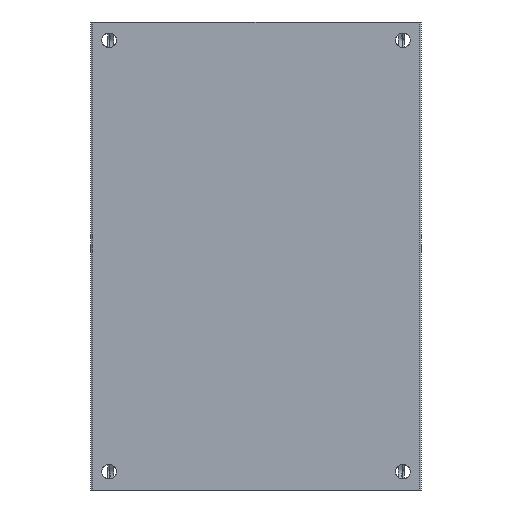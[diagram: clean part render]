
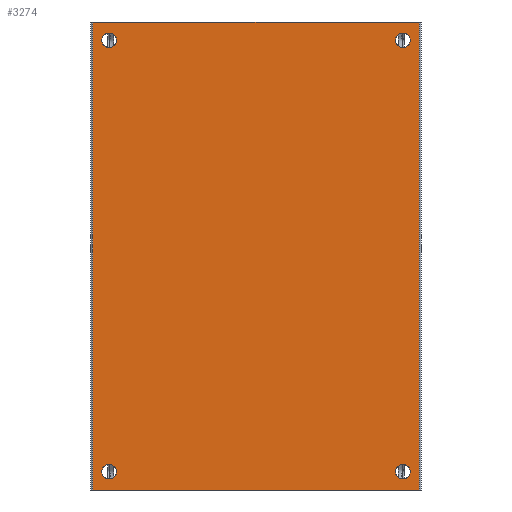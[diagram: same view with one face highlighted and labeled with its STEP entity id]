
A CAD part, front view. The second image highlights one B-rep face of the part: STEP entity #3274.
In plain terms, the highlighted planar face has unit normal (0, -1, 0).
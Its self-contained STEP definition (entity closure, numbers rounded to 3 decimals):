
#34 = DIRECTION ( 'NONE',  ( 0., 0., 1. ) ) ;
#36 = CARTESIAN_POINT ( 'NONE',  ( -16., 0., -23.5 ) ) ;
#88 = CARTESIAN_POINT ( 'NONE',  ( 16., 0., -24.3 ) ) ;
#382 = VERTEX_POINT ( 'NONE', #2835 ) ;
#451 = ORIENTED_EDGE ( 'NONE', *, *, #7206, .T. ) ;
#463 = VERTEX_POINT ( 'NONE', #580 ) ;
#489 = CARTESIAN_POINT ( 'NONE',  ( -16., 0., -23.5 ) ) ;
#496 = EDGE_CURVE ( 'NONE', #7193, #3836, #1475, .T. ) ;
#524 = VECTOR ( 'NONE', #3506, 1000. ) ;
#529 = DIRECTION ( 'NONE',  ( 0., 0., -1. ) ) ;
#543 = ORIENTED_EDGE ( 'NONE', *, *, #3554, .F. ) ;
#580 = CARTESIAN_POINT ( 'NONE',  ( 16., 0., 24.3 ) ) ;
#620 = PLANE ( 'NONE',  #5127 ) ;
#669 = VECTOR ( 'NONE', #7602, 1000. ) ;
#684 = ORIENTED_EDGE ( 'NONE', *, *, #3113, .F. ) ;
#688 = CIRCLE ( 'NONE', #5012, 0.8 ) ;
#801 = AXIS2_PLACEMENT_3D ( 'NONE', #7689, #2364, #4728 ) ;
#1032 = CARTESIAN_POINT ( 'NONE',  ( -16., 0., 22.7 ) ) ;
#1037 = DIRECTION ( 'NONE',  ( 0., -1., 0. ) ) ;
#1150 = CARTESIAN_POINT ( 'NONE',  ( -18., 0., -25.5 ) ) ;
#1201 = FACE_BOUND ( 'NONE', #7394, .T. ) ;
#1475 = CIRCLE ( 'NONE', #6663, 0.8 ) ;
#1712 = ORIENTED_EDGE ( 'NONE', *, *, #3824, .F. ) ;
#1718 = LINE ( 'NONE', #4088, #7320 ) ;
#1728 = DIRECTION ( 'NONE',  ( 0., 0., -1. ) ) ;
#1767 = AXIS2_PLACEMENT_3D ( 'NONE', #4673, #7030, #1728 ) ;
#1875 = EDGE_LOOP ( 'NONE', ( #2485, #1712 ) ) ;
#1879 = DIRECTION ( 'NONE',  ( 0., -1., 0. ) ) ;
#2015 = EDGE_CURVE ( 'NONE', #4232, #382, #3899, .T. ) ;
#2120 = LINE ( 'NONE', #4485, #4882 ) ;
#2169 = VERTEX_POINT ( 'NONE', #3200 ) ;
#2172 = DIRECTION ( 'NONE',  ( 0., -1., 0. ) ) ;
#2197 = VERTEX_POINT ( 'NONE', #5594 ) ;
#2217 = CIRCLE ( 'NONE', #6549, 0.8 ) ;
#2310 = AXIS2_PLACEMENT_3D ( 'NONE', #7190, #1879, #4247 ) ;
#2352 = EDGE_CURVE ( 'NONE', #5138, #2169, #1718, .T. ) ;
#2364 = DIRECTION ( 'NONE',  ( 0., -1., 0. ) ) ;
#2365 = VERTEX_POINT ( 'NONE', #5274 ) ;
#2408 = DIRECTION ( 'NONE',  ( 0., -1., 0. ) ) ;
#2472 = CARTESIAN_POINT ( 'NONE',  ( 16., 0., -22.7 ) ) ;
#2485 = ORIENTED_EDGE ( 'NONE', *, *, #2015, .F. ) ;
#2835 = CARTESIAN_POINT ( 'NONE',  ( -16., 0., 24.3 ) ) ;
#2854 = DIRECTION ( 'NONE',  ( 0., -1., 0. ) ) ;
#2857 = LINE ( 'NONE', #5215, #669 ) ;
#2987 = CARTESIAN_POINT ( 'NONE',  ( -18., 0., 25.5 ) ) ;
#3113 = EDGE_CURVE ( 'NONE', #6453, #6220, #6484, .T. ) ;
#3200 = CARTESIAN_POINT ( 'NONE',  ( -17.8, 0., -25.5 ) ) ;
#3265 = EDGE_CURVE ( 'NONE', #2365, #463, #4138, .T. ) ;
#3274 = ADVANCED_FACE ( 'NONE', ( #4152, #6507, #1201, #3558, #5920 ), #620, .F. ) ;
#3394 = DIRECTION ( 'NONE',  ( 0., 0., -1. ) ) ;
#3466 = CARTESIAN_POINT ( 'NONE',  ( -16., 0., 23.5 ) ) ;
#3506 = DIRECTION ( 'NONE',  ( 1., 0., 0. ) ) ;
#3554 = EDGE_CURVE ( 'NONE', #3836, #7193, #688, .T. ) ;
#3558 = FACE_BOUND ( 'NONE', #7581, .T. ) ;
#3824 = EDGE_CURVE ( 'NONE', #382, #4232, #2217, .T. ) ;
#3836 = VERTEX_POINT ( 'NONE', #5175 ) ;
#3890 = EDGE_CURVE ( 'NONE', #6220, #6453, #5108, .T. ) ;
#3899 = CIRCLE ( 'NONE', #4891, 0.8 ) ;
#4088 = CARTESIAN_POINT ( 'NONE',  ( -17.8, 0., 25.5 ) ) ;
#4138 = CIRCLE ( 'NONE', #801, 0.8 ) ;
#4152 = FACE_BOUND ( 'NONE', #1875, .T. ) ;
#4232 = VERTEX_POINT ( 'NONE', #1032 ) ;
#4247 = DIRECTION ( 'NONE',  ( 0., 0., -1. ) ) ;
#4367 = EDGE_CURVE ( 'NONE', #463, #2365, #5656, .T. ) ;
#4485 = CARTESIAN_POINT ( 'NONE',  ( 17.8, 0., 25.5 ) ) ;
#4523 = ORIENTED_EDGE ( 'NONE', *, *, #5952, .T. ) ;
#4541 = DIRECTION ( 'NONE',  ( 0., 0., -1. ) ) ;
#4589 = EDGE_LOOP ( 'NONE', ( #6420, #7088, #451, #4523 ) ) ;
#4673 = CARTESIAN_POINT ( 'NONE',  ( 16., 0., -23.5 ) ) ;
#4679 = CARTESIAN_POINT ( 'NONE',  ( -16., 0., -24.3 ) ) ;
#4728 = DIRECTION ( 'NONE',  ( 0., 0., -1. ) ) ;
#4771 = DIRECTION ( 'NONE',  ( 0., 0., -1. ) ) ;
#4882 = VECTOR ( 'NONE', #6844, 1000. ) ;
#4891 = AXIS2_PLACEMENT_3D ( 'NONE', #3466, #5828, #529 ) ;
#5012 = AXIS2_PLACEMENT_3D ( 'NONE', #489, #2854, #5210 ) ;
#5108 = CIRCLE ( 'NONE', #1767, 0.8 ) ;
#5127 = AXIS2_PLACEMENT_3D ( 'NONE', #2987, #5344, #34 ) ;
#5138 = VERTEX_POINT ( 'NONE', #6493 ) ;
#5175 = CARTESIAN_POINT ( 'NONE',  ( -16., 0., -22.7 ) ) ;
#5210 = DIRECTION ( 'NONE',  ( 0., 0., -1. ) ) ;
#5215 = CARTESIAN_POINT ( 'NONE',  ( -18., 0., 25.5 ) ) ;
#5274 = CARTESIAN_POINT ( 'NONE',  ( 16., 0., 22.7 ) ) ;
#5344 = DIRECTION ( 'NONE',  ( 0., 1., 0. ) ) ;
#5503 = VERTEX_POINT ( 'NONE', #7294 ) ;
#5594 = CARTESIAN_POINT ( 'NONE',  ( 17.8, 0., -25.5 ) ) ;
#5656 = CIRCLE ( 'NONE', #2310, 0.8 ) ;
#5828 = DIRECTION ( 'NONE',  ( 0., -1., 0. ) ) ;
#5920 = FACE_OUTER_BOUND ( 'NONE', #4589, .T. ) ;
#5952 = EDGE_CURVE ( 'NONE', #2197, #5503, #2120, .T. ) ;
#6021 = ORIENTED_EDGE ( 'NONE', *, *, #3265, .F. ) ;
#6220 = VERTEX_POINT ( 'NONE', #2472 ) ;
#6222 = EDGE_LOOP ( 'NONE', ( #7523, #543 ) ) ;
#6335 = CARTESIAN_POINT ( 'NONE',  ( -16., 0., 23.5 ) ) ;
#6420 = ORIENTED_EDGE ( 'NONE', *, *, #7471, .F. ) ;
#6437 = DIRECTION ( 'NONE',  ( 0., 0., -1. ) ) ;
#6450 = LINE ( 'NONE', #1150, #524 ) ;
#6453 = VERTEX_POINT ( 'NONE', #88 ) ;
#6484 = CIRCLE ( 'NONE', #7500, 0.8 ) ;
#6493 = CARTESIAN_POINT ( 'NONE',  ( -17.8, 0., 25.5 ) ) ;
#6507 = FACE_BOUND ( 'NONE', #6222, .T. ) ;
#6549 = AXIS2_PLACEMENT_3D ( 'NONE', #6335, #1037, #3394 ) ;
#6663 = AXIS2_PLACEMENT_3D ( 'NONE', #36, #2408, #4771 ) ;
#6844 = DIRECTION ( 'NONE',  ( 0., 0., 1. ) ) ;
#6896 = ORIENTED_EDGE ( 'NONE', *, *, #3890, .F. ) ;
#7026 = ORIENTED_EDGE ( 'NONE', *, *, #4367, .F. ) ;
#7030 = DIRECTION ( 'NONE',  ( 0., -1., 0. ) ) ;
#7088 = ORIENTED_EDGE ( 'NONE', *, *, #2352, .T. ) ;
#7190 = CARTESIAN_POINT ( 'NONE',  ( 16., 0., 23.5 ) ) ;
#7193 = VERTEX_POINT ( 'NONE', #4679 ) ;
#7206 = EDGE_CURVE ( 'NONE', #2169, #2197, #6450, .T. ) ;
#7294 = CARTESIAN_POINT ( 'NONE',  ( 17.8, 0., 25.5 ) ) ;
#7320 = VECTOR ( 'NONE', #6437, 1000. ) ;
#7394 = EDGE_LOOP ( 'NONE', ( #684, #6896 ) ) ;
#7471 = EDGE_CURVE ( 'NONE', #5138, #5503, #2857, .T. ) ;
#7499 = CARTESIAN_POINT ( 'NONE',  ( 16., 0., -23.5 ) ) ;
#7500 = AXIS2_PLACEMENT_3D ( 'NONE', #7499, #2172, #4541 ) ;
#7523 = ORIENTED_EDGE ( 'NONE', *, *, #496, .F. ) ;
#7581 = EDGE_LOOP ( 'NONE', ( #6021, #7026 ) ) ;
#7602 = DIRECTION ( 'NONE',  ( 1., 0., 0. ) ) ;
#7689 = CARTESIAN_POINT ( 'NONE',  ( 16., 0., 23.5 ) ) ;
